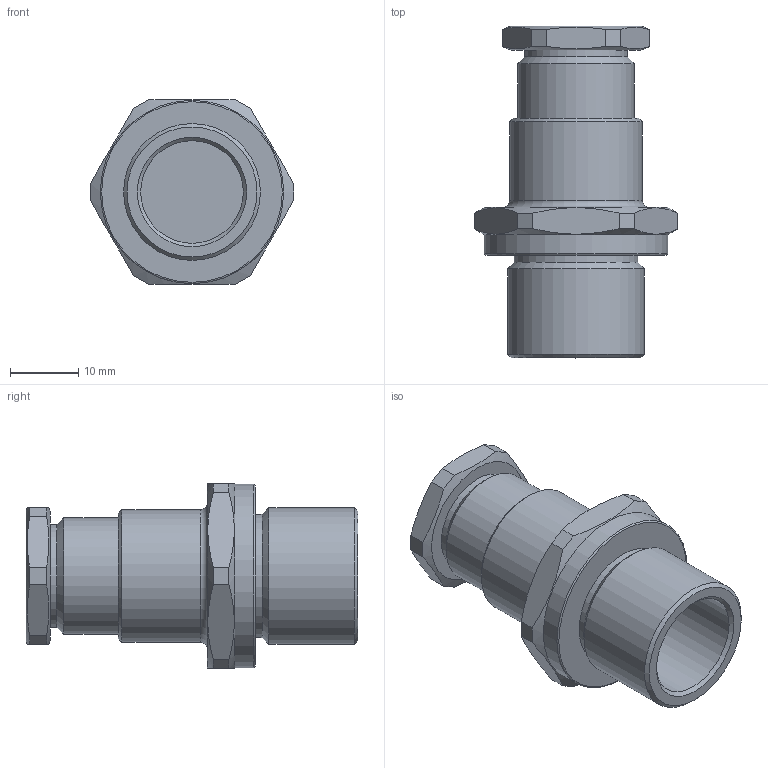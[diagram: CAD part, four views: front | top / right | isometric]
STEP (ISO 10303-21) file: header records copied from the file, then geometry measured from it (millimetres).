
FILE_DESCRIPTION(/* description */ (''),/* implementation_level */ '2;1');
FILE_NAME(/* name */ 'ГОФРОМАТИК ВКВ2-M20-9.stp',/* time_stamp */ '2023-03-23T11:24:47+07:00',/* author */ ('zeta-09'),/* organization */ (''),/* preprocessor_version */ 'ST-DEVELOPER v18.1',/* originating_system */ 'Autodesk Inventor 2021',/* authorisation */ '');
FILE_SCHEMA (('AUTOMOTIVE_DESIGN { 1 0 10303 214 3 1 1 }'));
Length unit declared in the file: millimetre
Products named in the file (1): Деталь1
Bounding box: 29.68 x 48.5 x 27 mm (x, y, z)
Volume: 12928.3 mm3; surface area: 5368.6 mm2
Topology: 1 solids, 1 shells, 52 faces, 124 edges, 80 vertices
Faces by surface type: plane 32, cone 9, cylinder 8, torus 3
Full cylindrical faces by diameter (mm): 13 x1, 15 x2, 17 x1, 18 x1, 19.4 x1, 20 x1, 26.8 x1
Entity records: 1552 total; most frequent: CARTESIAN_POINT 361, ORIENTED_EDGE 248, DIRECTION 209, EDGE_CURVE 124, AXIS2_PLACEMENT_3D 84, VERTEX_POINT 80, EDGE_LOOP 58, FACE_OUTER_BOUND 52
